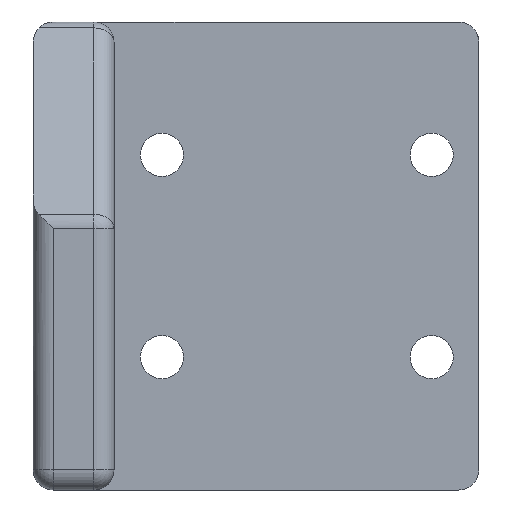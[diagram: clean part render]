
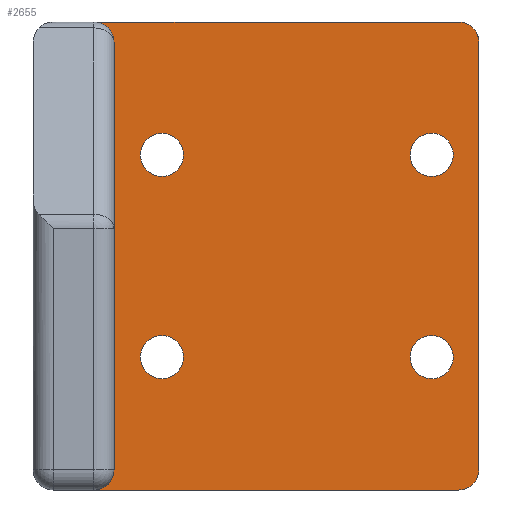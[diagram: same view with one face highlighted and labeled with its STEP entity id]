
A CAD part, left-side view. The second image highlights one B-rep face of the part: STEP entity #2655.
In plain terms, the highlighted planar face has unit normal (-1, 0, 0).
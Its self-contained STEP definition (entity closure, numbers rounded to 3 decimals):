
#1 = EDGE_CURVE ( 'NONE', #1892, #3188, #3913, .T. ) ;
#21 = DIRECTION ( 'NONE',  ( 0., 0., 1. ) ) ;
#65 = EDGE_CURVE ( 'NONE', #921, #3659, #2198, .T. ) ;
#149 = EDGE_CURVE ( 'NONE', #4898, #950, #3399, .T. ) ;
#333 = CARTESIAN_POINT ( 'NONE',  ( -65., -23.55, 14.85 ) ) ;
#399 = VECTOR ( 'NONE', #1746, 1000. ) ;
#410 = FACE_BOUND ( 'NONE', #456, .T. ) ;
#456 = EDGE_LOOP ( 'NONE', ( #1840, #4744 ) ) ;
#533 = CARTESIAN_POINT ( 'NONE',  ( -65., -23.55, 1.45 ) ) ;
#595 = AXIS2_PLACEMENT_3D ( 'NONE', #2896, #757, #2467 ) ;
#640 = ORIENTED_EDGE ( 'NONE', *, *, #149, .F. ) ;
#689 = CARTESIAN_POINT ( 'NONE',  ( -65., -23.55, 16.45 ) ) ;
#692 = DIRECTION ( 'NONE',  ( 0., 0., 1. ) ) ;
#700 = CARTESIAN_POINT ( 'NONE',  ( -65., -3.55, -1.75 ) ) ;
#707 = DIRECTION ( 'NONE',  ( -1., 0., 0. ) ) ;
#757 = DIRECTION ( 'NONE',  ( -1., 0., 0. ) ) ;
#804 = FACE_OUTER_BOUND ( 'NONE', #3381, .T. ) ;
#829 = DIRECTION ( 'NONE',  ( 0., 0., 1. ) ) ;
#839 = VERTEX_POINT ( 'NONE', #1710 ) ;
#867 = EDGE_CURVE ( 'NONE', #3188, #1892, #2630, .T. ) ;
#872 = EDGE_CURVE ( 'NONE', #1675, #921, #4223, .T. ) ;
#921 = VERTEX_POINT ( 'NONE', #2264 ) ;
#950 = VERTEX_POINT ( 'NONE', #4408 ) ;
#983 = DIRECTION ( 'NONE',  ( 1., 0., 0. ) ) ;
#1043 = DIRECTION ( 'NONE',  ( 0., 0., 1. ) ) ;
#1098 = AXIS2_PLACEMENT_3D ( 'NONE', #333, #2993, #4685 ) ;
#1173 = CARTESIAN_POINT ( 'NONE',  ( -65., 0., -8.5 ) ) ;
#1181 = DIRECTION ( 'NONE',  ( 0., 0., 1. ) ) ;
#1199 = CARTESIAN_POINT ( 'NONE',  ( -65., -23.55, -0.15 ) ) ;
#1207 = DIRECTION ( 'NONE',  ( -1., 0., 0. ) ) ;
#1213 = EDGE_CURVE ( 'NONE', #3719, #839, #3438, .T. ) ;
#1215 = CARTESIAN_POINT ( 'NONE',  ( -65., -27.05, 24.7 ) ) ;
#1221 = CARTESIAN_POINT ( 'NONE',  ( -65., 1.5, -8.5 ) ) ;
#1232 = EDGE_CURVE ( 'NONE', #4420, #4938, #2366, .T. ) ;
#1362 = EDGE_LOOP ( 'NONE', ( #5079, #4711 ) ) ;
#1448 = EDGE_CURVE ( 'NONE', #839, #3154, #4204, .T. ) ;
#1510 = CARTESIAN_POINT ( 'NONE',  ( -65., -3.55, 16.45 ) ) ;
#1511 = ORIENTED_EDGE ( 'NONE', *, *, #1448, .F. ) ;
#1601 = EDGE_CURVE ( 'NONE', #4898, #3659, #4440, .T. ) ;
#1675 = VERTEX_POINT ( 'NONE', #1173 ) ;
#1710 = CARTESIAN_POINT ( 'NONE',  ( -65., -25.55, -10. ) ) ;
#1728 = VECTOR ( 'NONE', #4034, 1000. ) ;
#1746 = DIRECTION ( 'NONE',  ( 0., 1., 0. ) ) ;
#1808 = DIRECTION ( 'NONE',  ( 0., 0., 1. ) ) ;
#1840 = ORIENTED_EDGE ( 'NONE', *, *, #4962, .F. ) ;
#1892 = VERTEX_POINT ( 'NONE', #533 ) ;
#1925 = AXIS2_PLACEMENT_3D ( 'NONE', #2582, #3386, #2525 ) ;
#1959 = EDGE_CURVE ( 'NONE', #3154, #1675, #4446, .T. ) ;
#2086 = DIRECTION ( 'NONE',  ( 0., 0., 1. ) ) ;
#2113 = DIRECTION ( 'NONE',  ( 1., 0., 0. ) ) ;
#2123 = DIRECTION ( 'NONE',  ( -1., 0., 0. ) ) ;
#2147 = DIRECTION ( 'NONE',  ( 0., 0., 1. ) ) ;
#2198 = CIRCLE ( 'NONE', #595, 1.5 ) ;
#2252 = ORIENTED_EDGE ( 'NONE', *, *, #3274, .F. ) ;
#2264 = CARTESIAN_POINT ( 'NONE',  ( -65., 0., 23.2 ) ) ;
#2296 = AXIS2_PLACEMENT_3D ( 'NONE', #1215, #2113, #2086 ) ;
#2303 = CARTESIAN_POINT ( 'NONE',  ( -65., -27.05, 24.7 ) ) ;
#2366 = CIRCLE ( 'NONE', #3963, 1.6 ) ;
#2418 = AXIS2_PLACEMENT_3D ( 'NONE', #3942, #983, #2147 ) ;
#2425 = CARTESIAN_POINT ( 'NONE',  ( -65., -23.55, 14.85 ) ) ;
#2467 = DIRECTION ( 'NONE',  ( 0., 0., 1. ) ) ;
#2525 = DIRECTION ( 'NONE',  ( 0., 0., 1. ) ) ;
#2527 = DIRECTION ( 'NONE',  ( 0., 0., 1. ) ) ;
#2548 = FACE_BOUND ( 'NONE', #4095, .T. ) ;
#2558 = DIRECTION ( 'NONE',  ( 0., 0., 1. ) ) ;
#2582 = CARTESIAN_POINT ( 'NONE',  ( -65., -3.55, 14.85 ) ) ;
#2605 = ORIENTED_EDGE ( 'NONE', *, *, #872, .F. ) ;
#2630 = CIRCLE ( 'NONE', #4225, 1.6 ) ;
#2655 = ADVANCED_FACE ( 'NONE', ( #2548, #410, #3000, #3472, #804 ), #4281, .F. ) ;
#2679 = AXIS2_PLACEMENT_3D ( 'NONE', #3354, #4256, #2558 ) ;
#2717 = ORIENTED_EDGE ( 'NONE', *, *, #65, .F. ) ;
#2768 = DIRECTION ( 'NONE',  ( -1., 0., 0. ) ) ;
#2802 = CARTESIAN_POINT ( 'NONE',  ( -65., -27.05, -8.5 ) ) ;
#2835 = ORIENTED_EDGE ( 'NONE', *, *, #5286, .T. ) ;
#2896 = CARTESIAN_POINT ( 'NONE',  ( -65., 1.5, 23.2 ) ) ;
#2911 = CARTESIAN_POINT ( 'NONE',  ( -65., -3.55, -0.15 ) ) ;
#2966 = VERTEX_POINT ( 'NONE', #3499 ) ;
#2993 = DIRECTION ( 'NONE',  ( -1., 0., 0. ) ) ;
#3000 = FACE_BOUND ( 'NONE', #5051, .T. ) ;
#3005 = ORIENTED_EDGE ( 'NONE', *, *, #1232, .F. ) ;
#3111 = LINE ( 'NONE', #4406, #3602 ) ;
#3146 = CARTESIAN_POINT ( 'NONE',  ( -65., -23.55, 13.25 ) ) ;
#3154 = VERTEX_POINT ( 'NONE', #3729 ) ;
#3188 = VERTEX_POINT ( 'NONE', #3815 ) ;
#3211 = CARTESIAN_POINT ( 'NONE',  ( -65., -3.55, -0.15 ) ) ;
#3274 = EDGE_CURVE ( 'NONE', #4938, #4420, #4331, .T. ) ;
#3325 = ORIENTED_EDGE ( 'NONE', *, *, #1, .F. ) ;
#3354 = CARTESIAN_POINT ( 'NONE',  ( -65., -23.55, -0.15 ) ) ;
#3381 = EDGE_LOOP ( 'NONE', ( #2835, #640, #4462, #2717, #2605, #3410, #1511, #5026 ) ) ;
#3386 = DIRECTION ( 'NONE',  ( -1., 0., 0. ) ) ;
#3399 = CIRCLE ( 'NONE', #2418, 1.5 ) ;
#3410 = ORIENTED_EDGE ( 'NONE', *, *, #1959, .F. ) ;
#3438 = CIRCLE ( 'NONE', #4056, 1.5 ) ;
#3461 = CARTESIAN_POINT ( 'NONE',  ( -65., -27.05, -10. ) ) ;
#3472 = FACE_BOUND ( 'NONE', #1362, .T. ) ;
#3493 = DIRECTION ( 'NONE',  ( -1., 0., 0. ) ) ;
#3499 = CARTESIAN_POINT ( 'NONE',  ( -65., -3.55, 13.25 ) ) ;
#3540 = DIRECTION ( 'NONE',  ( 0., 0., 1. ) ) ;
#3602 = VECTOR ( 'NONE', #3540, 1000. ) ;
#3610 = EDGE_CURVE ( 'NONE', #2966, #4053, #4336, .T. ) ;
#3625 = DIRECTION ( 'NONE',  ( 0., 0., 1. ) ) ;
#3659 = VERTEX_POINT ( 'NONE', #3965 ) ;
#3719 = VERTEX_POINT ( 'NONE', #2802 ) ;
#3729 = CARTESIAN_POINT ( 'NONE',  ( -65., 1.5, -10. ) ) ;
#3811 = CARTESIAN_POINT ( 'NONE',  ( -65., 0., 24.7 ) ) ;
#3815 = CARTESIAN_POINT ( 'NONE',  ( -65., -23.55, -1.75 ) ) ;
#3832 = VERTEX_POINT ( 'NONE', #700 ) ;
#3861 = AXIS2_PLACEMENT_3D ( 'NONE', #3211, #2768, #3625 ) ;
#3913 = CIRCLE ( 'NONE', #2679, 1.6 ) ;
#3942 = CARTESIAN_POINT ( 'NONE',  ( -65., -25.55, 23.2 ) ) ;
#3963 = AXIS2_PLACEMENT_3D ( 'NONE', #2425, #1207, #692 ) ;
#3965 = CARTESIAN_POINT ( 'NONE',  ( -65., 1.5, 24.7 ) ) ;
#4034 = DIRECTION ( 'NONE',  ( 0., 1., 0. ) ) ;
#4053 = VERTEX_POINT ( 'NONE', #1510 ) ;
#4056 = AXIS2_PLACEMENT_3D ( 'NONE', #5315, #4907, #1181 ) ;
#4095 = EDGE_LOOP ( 'NONE', ( #2252, #3005 ) ) ;
#4185 = EDGE_CURVE ( 'NONE', #3832, #4810, #4294, .T. ) ;
#4204 = LINE ( 'NONE', #3461, #399 ) ;
#4214 = CIRCLE ( 'NONE', #3861, 1.6 ) ;
#4223 = LINE ( 'NONE', #3811, #4851 ) ;
#4225 = AXIS2_PLACEMENT_3D ( 'NONE', #1199, #2123, #2527 ) ;
#4256 = DIRECTION ( 'NONE',  ( -1., 0., 0. ) ) ;
#4281 = PLANE ( 'NONE',  #2296 ) ;
#4294 = CIRCLE ( 'NONE', #4393, 1.6 ) ;
#4331 = CIRCLE ( 'NONE', #1098, 1.6 ) ;
#4336 = CIRCLE ( 'NONE', #1925, 1.6 ) ;
#4353 = ORIENTED_EDGE ( 'NONE', *, *, #867, .F. ) ;
#4393 = AXIS2_PLACEMENT_3D ( 'NONE', #2911, #4654, #829 ) ;
#4406 = CARTESIAN_POINT ( 'NONE',  ( -65., -27.05, 24.7 ) ) ;
#4408 = CARTESIAN_POINT ( 'NONE',  ( -65., -27.05, 23.2 ) ) ;
#4420 = VERTEX_POINT ( 'NONE', #3146 ) ;
#4440 = LINE ( 'NONE', #2303, #1728 ) ;
#4446 = CIRCLE ( 'NONE', #4791, 1.5 ) ;
#4461 = EDGE_CURVE ( 'NONE', #4053, #2966, #5437, .T. ) ;
#4462 = ORIENTED_EDGE ( 'NONE', *, *, #1601, .T. ) ;
#4654 = DIRECTION ( 'NONE',  ( -1., 0., 0. ) ) ;
#4685 = DIRECTION ( 'NONE',  ( 0., 0., 1. ) ) ;
#4711 = ORIENTED_EDGE ( 'NONE', *, *, #3610, .F. ) ;
#4744 = ORIENTED_EDGE ( 'NONE', *, *, #4185, .F. ) ;
#4764 = CARTESIAN_POINT ( 'NONE',  ( -65., -25.55, 24.7 ) ) ;
#4791 = AXIS2_PLACEMENT_3D ( 'NONE', #1221, #3493, #1808 ) ;
#4810 = VERTEX_POINT ( 'NONE', #5282 ) ;
#4851 = VECTOR ( 'NONE', #21, 1000. ) ;
#4898 = VERTEX_POINT ( 'NONE', #4764 ) ;
#4907 = DIRECTION ( 'NONE',  ( 1., 0., 0. ) ) ;
#4938 = VERTEX_POINT ( 'NONE', #689 ) ;
#4962 = EDGE_CURVE ( 'NONE', #4810, #3832, #4214, .T. ) ;
#5026 = ORIENTED_EDGE ( 'NONE', *, *, #1213, .F. ) ;
#5051 = EDGE_LOOP ( 'NONE', ( #3325, #4353 ) ) ;
#5079 = ORIENTED_EDGE ( 'NONE', *, *, #4461, .F. ) ;
#5282 = CARTESIAN_POINT ( 'NONE',  ( -65., -3.55, 1.45 ) ) ;
#5286 = EDGE_CURVE ( 'NONE', #3719, #950, #3111, .T. ) ;
#5315 = CARTESIAN_POINT ( 'NONE',  ( -65., -25.55, -8.5 ) ) ;
#5346 = AXIS2_PLACEMENT_3D ( 'NONE', #5358, #707, #1043 ) ;
#5358 = CARTESIAN_POINT ( 'NONE',  ( -65., -3.55, 14.85 ) ) ;
#5437 = CIRCLE ( 'NONE', #5346, 1.6 ) ;
